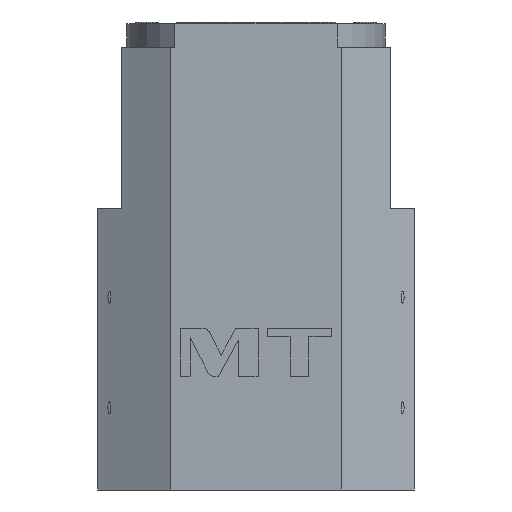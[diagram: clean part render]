
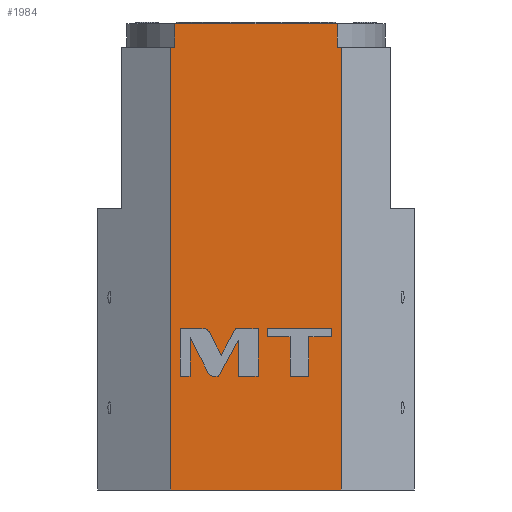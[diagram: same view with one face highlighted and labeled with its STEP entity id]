
A CAD part, left-side view. The second image highlights one B-rep face of the part: STEP entity #1984.
In plain terms, the highlighted planar face has unit normal (-1, 0, 0).
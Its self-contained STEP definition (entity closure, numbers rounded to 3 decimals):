
#415=DIRECTION('',(0.,1.,0.));
#416=VECTOR('',#415,1.368);
#417=CARTESIAN_POINT('',(-72.,25.632,59.));
#418=LINE('',#417,#416);
#419=DIRECTION('',(0.,0.,-1.));
#420=VECTOR('',#419,7.5);
#421=CARTESIAN_POINT('',(-72.,-25.632,66.5));
#422=LINE('',#421,#420);
#423=DIRECTION('',(0.,1.,0.));
#424=VECTOR('',#423,1.368);
#425=CARTESIAN_POINT('',(-72.,-27.,59.));
#426=LINE('',#425,#424);
#427=DIRECTION('',(0.,0.,-1.));
#428=VECTOR('',#427,140.);
#429=CARTESIAN_POINT('',(-72.,-27.,59.));
#430=LINE('',#429,#428);
#431=DIRECTION('',(0.,-1.,0.));
#432=VECTOR('',#431,54.);
#433=CARTESIAN_POINT('',(-72.,27.,-81.));
#434=LINE('',#433,#432);
#435=DIRECTION('',(0.,0.,-1.));
#436=VECTOR('',#435,140.);
#437=CARTESIAN_POINT('',(-72.,27.,59.));
#438=LINE('',#437,#436);
#439=CARTESIAN_POINT('',(-72.,14.827,-30.977));
#440=CARTESIAN_POINT('',(-72.,15.139,-30.374));
#441=CARTESIAN_POINT('',(-72.,15.754,-30.));
#442=CARTESIAN_POINT('',(-72.,16.432,-30.));
#444=DIRECTION('',(0.,1.,0.));
#445=VECTOR('',#444,7.541);
#446=CARTESIAN_POINT('',(-72.,16.432,-30.));
#447=LINE('',#446,#445);
#448=DIRECTION('',(0.,0.,-1.));
#449=VECTOR('',#448,15.);
#450=CARTESIAN_POINT('',(-72.,23.973,-30.));
#451=LINE('',#450,#449);
#452=DIRECTION('',(0.,-1.,0.));
#453=VECTOR('',#452,3.12);
#454=CARTESIAN_POINT('',(-72.,23.973,-45.));
#455=LINE('',#454,#453);
#456=DIRECTION('',(0.,0.,1.));
#457=VECTOR('',#456,12.152);
#458=CARTESIAN_POINT('',(-72.,20.853,-45.));
#459=LINE('',#458,#457);
#460=DIRECTION('',(0.,-0.459,-0.888));
#461=VECTOR('',#460,12.58);
#462=CARTESIAN_POINT('',(-72.,20.853,-32.848));
#463=LINE('',#462,#461);
#464=CARTESIAN_POINT('',(-72.,15.075,-44.023));
#465=CARTESIAN_POINT('',(-72.,14.763,-44.626));
#466=CARTESIAN_POINT('',(-72.,14.147,-45.));
#467=CARTESIAN_POINT('',(-72.,13.469,-45.));
#469=DIRECTION('',(0.,-1.,0.));
#470=VECTOR('',#469,1.565);
#471=CARTESIAN_POINT('',(-72.,13.469,-45.));
#472=LINE('',#471,#470);
#473=DIRECTION('',(0.,-0.481,0.877));
#474=VECTOR('',#473,13.015);
#475=CARTESIAN_POINT('',(-72.,11.904,-45.));
#476=LINE('',#475,#474);
#477=DIRECTION('',(0.,0.,-1.));
#478=VECTOR('',#477,11.409);
#479=CARTESIAN_POINT('',(-72.,5.641,-33.591));
#480=LINE('',#479,#478);
#481=DIRECTION('',(0.,-1.,0.));
#482=VECTOR('',#481,6.312);
#483=CARTESIAN_POINT('',(-72.,5.641,-45.));
#484=LINE('',#483,#482);
#485=DIRECTION('',(0.,0.,1.));
#486=VECTOR('',#485,15.);
#487=CARTESIAN_POINT('',(-72.,-0.671,-45.));
#488=LINE('',#487,#486);
#489=DIRECTION('',(0.,1.,0.));
#490=VECTOR('',#489,7.116);
#491=CARTESIAN_POINT('',(-72.,-0.671,-30.));
#492=LINE('',#491,#490);
#493=DIRECTION('',(0.,0.481,-0.877));
#494=VECTOR('',#493,9.511);
#495=CARTESIAN_POINT('',(-72.,6.445,-30.));
#496=LINE('',#495,#494);
#497=DIRECTION('',(0.,0.459,0.888));
#498=VECTOR('',#497,8.286);
#499=CARTESIAN_POINT('',(-72.,11.022,-38.337));
#500=LINE('',#499,#498);
#501=DIRECTION('',(0.,0.,-1.));
#502=VECTOR('',#501,12.446);
#503=CARTESIAN_POINT('',(-72.,-10.759,-32.554));
#504=LINE('',#503,#502);
#505=DIRECTION('',(0.,-1.,0.));
#506=VECTOR('',#505,5.942);
#507=CARTESIAN_POINT('',(-72.,-10.759,-45.));
#508=LINE('',#507,#506);
#509=DIRECTION('',(0.,0.,1.));
#510=VECTOR('',#509,12.446);
#511=CARTESIAN_POINT('',(-72.,-16.701,-45.));
#512=LINE('',#511,#510);
#513=DIRECTION('',(0.,-1.,0.));
#514=VECTOR('',#513,7.272);
#515=CARTESIAN_POINT('',(-72.,-16.701,-32.554));
#516=LINE('',#515,#514);
#517=DIRECTION('',(0.,0.,1.));
#518=VECTOR('',#517,2.554);
#519=CARTESIAN_POINT('',(-72.,-23.973,-32.554));
#520=LINE('',#519,#518);
#521=DIRECTION('',(0.,1.,0.));
#522=VECTOR('',#521,20.486);
#523=CARTESIAN_POINT('',(-72.,-23.973,-30.));
#524=LINE('',#523,#522);
#525=DIRECTION('',(0.,0.,-1.));
#526=VECTOR('',#525,2.554);
#527=CARTESIAN_POINT('',(-72.,-3.487,-30.));
#528=LINE('',#527,#526);
#529=DIRECTION('',(0.,-1.,0.));
#530=VECTOR('',#529,7.272);
#531=CARTESIAN_POINT('',(-72.,-3.487,-32.554));
#532=LINE('',#531,#530);
#533=DIRECTION('',(0.,0.,-1.));
#534=VECTOR('',#533,7.5);
#535=CARTESIAN_POINT('',(-72.,25.632,66.5));
#536=LINE('',#535,#534);
#537=DIRECTION('',(0.,1.,0.));
#538=VECTOR('',#537,51.264);
#539=CARTESIAN_POINT('',(-72.,-25.632,66.5));
#540=LINE('',#539,#538);
#1371=CARTESIAN_POINT('',(-72.,27.,59.));
#1372=CARTESIAN_POINT('',(-72.,27.,-81.));
#1373=VERTEX_POINT('',#1371);
#1374=VERTEX_POINT('',#1372);
#1375=CARTESIAN_POINT('',(-72.,-27.,59.));
#1376=CARTESIAN_POINT('',(-72.,-27.,-81.));
#1377=VERTEX_POINT('',#1375);
#1378=VERTEX_POINT('',#1376);
#1437=CARTESIAN_POINT('',(-72.,-25.632,66.5));
#1438=CARTESIAN_POINT('',(-72.,25.632,66.5));
#1439=VERTEX_POINT('',#1437);
#1440=VERTEX_POINT('',#1438);
#1473=CARTESIAN_POINT('',(-72.,-25.632,59.));
#1474=VERTEX_POINT('',#1473);
#1475=CARTESIAN_POINT('',(-72.,25.632,59.));
#1476=VERTEX_POINT('',#1475);
#1592=CARTESIAN_POINT('',(-72.,14.827,-30.977));
#1593=VERTEX_POINT('',#1592);
#1594=CARTESIAN_POINT('',(-72.,16.432,-30.));
#1595=VERTEX_POINT('',#1594);
#1596=CARTESIAN_POINT('',(-72.,23.973,-30.));
#1597=VERTEX_POINT('',#1596);
#1598=CARTESIAN_POINT('',(-72.,23.973,-45.));
#1599=VERTEX_POINT('',#1598);
#1600=CARTESIAN_POINT('',(-72.,20.853,-45.));
#1601=VERTEX_POINT('',#1600);
#1602=CARTESIAN_POINT('',(-72.,20.853,-32.848));
#1603=VERTEX_POINT('',#1602);
#1604=CARTESIAN_POINT('',(-72.,15.075,-44.023));
#1605=VERTEX_POINT('',#1604);
#1606=CARTESIAN_POINT('',(-72.,13.469,-45.));
#1607=VERTEX_POINT('',#1606);
#1608=CARTESIAN_POINT('',(-72.,11.904,-45.));
#1609=VERTEX_POINT('',#1608);
#1610=CARTESIAN_POINT('',(-72.,5.641,-33.591));
#1611=VERTEX_POINT('',#1610);
#1612=CARTESIAN_POINT('',(-72.,5.641,-45.));
#1613=VERTEX_POINT('',#1612);
#1614=CARTESIAN_POINT('',(-72.,-0.671,-45.));
#1615=VERTEX_POINT('',#1614);
#1616=CARTESIAN_POINT('',(-72.,-0.671,-30.));
#1617=VERTEX_POINT('',#1616);
#1618=CARTESIAN_POINT('',(-72.,6.445,-30.));
#1619=VERTEX_POINT('',#1618);
#1620=CARTESIAN_POINT('',(-72.,11.022,-38.337));
#1621=VERTEX_POINT('',#1620);
#1622=CARTESIAN_POINT('',(-72.,-10.759,-32.554));
#1623=VERTEX_POINT('',#1622);
#1624=CARTESIAN_POINT('',(-72.,-10.759,-45.));
#1625=VERTEX_POINT('',#1624);
#1626=CARTESIAN_POINT('',(-72.,-16.701,-45.));
#1627=VERTEX_POINT('',#1626);
#1628=CARTESIAN_POINT('',(-72.,-16.701,-32.554));
#1629=VERTEX_POINT('',#1628);
#1630=CARTESIAN_POINT('',(-72.,-23.973,-32.554));
#1631=VERTEX_POINT('',#1630);
#1632=CARTESIAN_POINT('',(-72.,-23.973,-30.));
#1633=VERTEX_POINT('',#1632);
#1634=CARTESIAN_POINT('',(-72.,-3.487,-30.));
#1635=VERTEX_POINT('',#1634);
#1636=CARTESIAN_POINT('',(-72.,-3.487,-32.554));
#1637=VERTEX_POINT('',#1636);
#1916=CARTESIAN_POINT('',(-72.,0.,0.));
#1917=DIRECTION('',(-1.,0.,0.));
#1918=DIRECTION('',(0.,1.,0.));
#1919=AXIS2_PLACEMENT_3D('',#1916,#1917,#1918);
#1920=PLANE('',#1919);
#1921=ORIENTED_EDGE('',*,*,#1867,.F.);
#1923=ORIENTED_EDGE('',*,*,#1922,.F.);
#1925=ORIENTED_EDGE('',*,*,#1924,.F.);
#1926=ORIENTED_EDGE('',*,*,#1908,.T.);
#1927=ORIENTED_EDGE('',*,*,#1880,.F.);
#1929=ORIENTED_EDGE('',*,*,#1928,.T.);
#1930=ORIENTED_EDGE('',*,*,#1755,.F.);
#1931=ORIENTED_EDGE('',*,*,#1782,.F.);
#1932=EDGE_LOOP('',(#1921,#1923,#1925,#1926,#1927,#1929,#1930,#1931));
#1933=FACE_OUTER_BOUND('',#1932,.F.);
#1935=ORIENTED_EDGE('',*,*,#1934,.T.);
#1937=ORIENTED_EDGE('',*,*,#1936,.T.);
#1939=ORIENTED_EDGE('',*,*,#1938,.T.);
#1941=ORIENTED_EDGE('',*,*,#1940,.T.);
#1943=ORIENTED_EDGE('',*,*,#1942,.T.);
#1945=ORIENTED_EDGE('',*,*,#1944,.T.);
#1947=ORIENTED_EDGE('',*,*,#1946,.T.);
#1949=ORIENTED_EDGE('',*,*,#1948,.T.);
#1951=ORIENTED_EDGE('',*,*,#1950,.T.);
#1953=ORIENTED_EDGE('',*,*,#1952,.T.);
#1955=ORIENTED_EDGE('',*,*,#1954,.T.);
#1957=ORIENTED_EDGE('',*,*,#1956,.T.);
#1959=ORIENTED_EDGE('',*,*,#1958,.T.);
#1961=ORIENTED_EDGE('',*,*,#1960,.T.);
#1963=ORIENTED_EDGE('',*,*,#1962,.T.);
#1964=EDGE_LOOP('',(#1935,#1937,#1939,#1941,#1943,#1945,#1947,#1949,#1951,#1953,
#1955,#1957,#1959,#1961,#1963));
#1965=FACE_BOUND('',#1964,.F.);
#1967=ORIENTED_EDGE('',*,*,#1966,.T.);
#1969=ORIENTED_EDGE('',*,*,#1968,.T.);
#1971=ORIENTED_EDGE('',*,*,#1970,.T.);
#1973=ORIENTED_EDGE('',*,*,#1972,.T.);
#1975=ORIENTED_EDGE('',*,*,#1974,.T.);
#1977=ORIENTED_EDGE('',*,*,#1976,.T.);
#1979=ORIENTED_EDGE('',*,*,#1978,.T.);
#1981=ORIENTED_EDGE('',*,*,#1980,.T.);
#1982=EDGE_LOOP('',(#1967,#1969,#1971,#1973,#1975,#1977,#1979,#1981));
#1983=FACE_BOUND('',#1982,.F.);
#1984=ADVANCED_FACE('',(#1933,#1965,#1983),#1920,.T.);
#443=B_SPLINE_CURVE_WITH_KNOTS('',3,(#439,#440,#441,#442),.UNSPECIFIED.,.F.,.F.,
(4,4),(0.,1.),.UNSPECIFIED.);
#468=B_SPLINE_CURVE_WITH_KNOTS('',3,(#464,#465,#466,#467),.UNSPECIFIED.,.F.,.F.,
(4,4),(0.,1.),.UNSPECIFIED.);
#1755=EDGE_CURVE('',#1374,#1378,#434,.T.);
#1782=EDGE_CURVE('',#1373,#1374,#438,.T.);
#1867=EDGE_CURVE('',#1476,#1373,#418,.T.);
#1880=EDGE_CURVE('',#1377,#1474,#426,.T.);
#1908=EDGE_CURVE('',#1439,#1474,#422,.T.);
#1922=EDGE_CURVE('',#1440,#1476,#536,.T.);
#1924=EDGE_CURVE('',#1439,#1440,#540,.T.);
#1928=EDGE_CURVE('',#1377,#1378,#430,.T.);
#1934=EDGE_CURVE('',#1593,#1595,#443,.T.);
#1936=EDGE_CURVE('',#1595,#1597,#447,.T.);
#1938=EDGE_CURVE('',#1597,#1599,#451,.T.);
#1940=EDGE_CURVE('',#1599,#1601,#455,.T.);
#1942=EDGE_CURVE('',#1601,#1603,#459,.T.);
#1944=EDGE_CURVE('',#1603,#1605,#463,.T.);
#1946=EDGE_CURVE('',#1605,#1607,#468,.T.);
#1948=EDGE_CURVE('',#1607,#1609,#472,.T.);
#1950=EDGE_CURVE('',#1609,#1611,#476,.T.);
#1952=EDGE_CURVE('',#1611,#1613,#480,.T.);
#1954=EDGE_CURVE('',#1613,#1615,#484,.T.);
#1956=EDGE_CURVE('',#1615,#1617,#488,.T.);
#1958=EDGE_CURVE('',#1617,#1619,#492,.T.);
#1960=EDGE_CURVE('',#1619,#1621,#496,.T.);
#1962=EDGE_CURVE('',#1621,#1593,#500,.T.);
#1966=EDGE_CURVE('',#1623,#1625,#504,.T.);
#1968=EDGE_CURVE('',#1625,#1627,#508,.T.);
#1970=EDGE_CURVE('',#1627,#1629,#512,.T.);
#1972=EDGE_CURVE('',#1629,#1631,#516,.T.);
#1974=EDGE_CURVE('',#1631,#1633,#520,.T.);
#1976=EDGE_CURVE('',#1633,#1635,#524,.T.);
#1978=EDGE_CURVE('',#1635,#1637,#528,.T.);
#1980=EDGE_CURVE('',#1637,#1623,#532,.T.);
